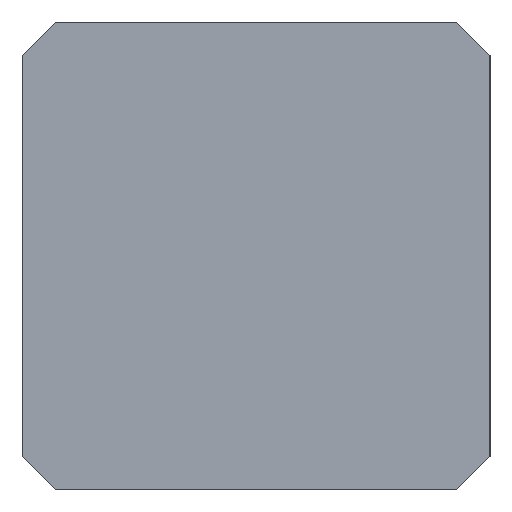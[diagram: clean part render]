
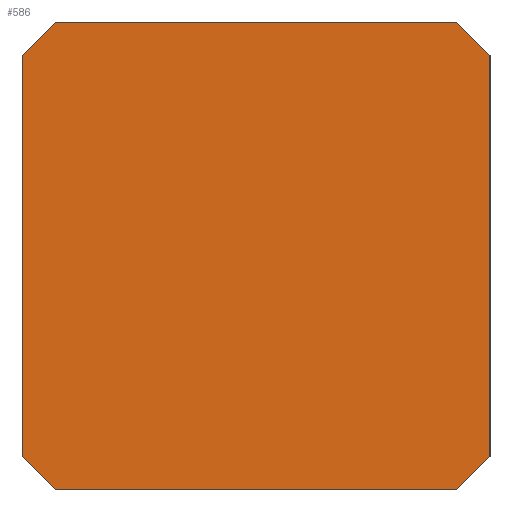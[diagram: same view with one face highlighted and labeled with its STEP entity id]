
A CAD part, left-side view. The second image highlights one B-rep face of the part: STEP entity #586.
In plain terms, the highlighted planar face has unit normal (-1, 0, 0).
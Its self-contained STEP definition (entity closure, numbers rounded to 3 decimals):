
#4 = ORIENTED_EDGE ( 'NONE', *, *, #562, .T. ) ;
#35 = CARTESIAN_POINT ( 'NONE',  ( 0., 17.5, -17.5 ) ) ;
#40 = ORIENTED_EDGE ( 'NONE', *, *, #335, .F. ) ;
#49 = VERTEX_POINT ( 'NONE', #866 ) ;
#59 = CARTESIAN_POINT ( 'NONE',  ( 0., 15., -17.5 ) ) ;
#60 = VECTOR ( 'NONE', #328, 1000. ) ;
#70 = CARTESIAN_POINT ( 'NONE',  ( 0., -15., -17.5 ) ) ;
#92 = EDGE_CURVE ( 'NONE', #191, #741, #871, .T. ) ;
#102 = CARTESIAN_POINT ( 'NONE',  ( 0., 17.5, -15. ) ) ;
#128 = LINE ( 'NONE', #453, #907 ) ;
#129 = VECTOR ( 'NONE', #680, 1000. ) ;
#149 = VERTEX_POINT ( 'NONE', #59 ) ;
#162 = VECTOR ( 'NONE', #356, 1000. ) ;
#191 = VERTEX_POINT ( 'NONE', #608 ) ;
#206 = FACE_OUTER_BOUND ( 'NONE', #751, .T. ) ;
#230 = ORIENTED_EDGE ( 'NONE', *, *, #814, .T. ) ;
#246 = CARTESIAN_POINT ( 'NONE',  ( 0., 15., 17.5 ) ) ;
#248 = LINE ( 'NONE', #70, #60 ) ;
#277 = CARTESIAN_POINT ( 'NONE',  ( 0., -17.5, -15. ) ) ;
#278 = CARTESIAN_POINT ( 'NONE',  ( 0., 17.5, 17.5 ) ) ;
#284 = EDGE_CURVE ( 'NONE', #49, #591, #248, .T. ) ;
#285 = DIRECTION ( 'NONE',  ( 0., 0., -1. ) ) ;
#308 = CARTESIAN_POINT ( 'NONE',  ( 0., 17.5, 15. ) ) ;
#328 = DIRECTION ( 'NONE',  ( 0., -0.707, 0.707 ) ) ;
#329 = AXIS2_PLACEMENT_3D ( 'NONE', #748, #901, #285 ) ;
#335 = EDGE_CURVE ( 'NONE', #723, #591, #715, .T. ) ;
#336 = ORIENTED_EDGE ( 'NONE', *, *, #425, .F. ) ;
#356 = DIRECTION ( 'NONE',  ( 0., 1., 0. ) ) ;
#358 = DIRECTION ( 'NONE',  ( 0., -0.707, -0.707 ) ) ;
#387 = DIRECTION ( 'NONE',  ( 0., 0., -1. ) ) ;
#392 = CARTESIAN_POINT ( 'NONE',  ( 0., 17.5, 17.5 ) ) ;
#399 = CARTESIAN_POINT ( 'NONE',  ( 0., -17.5, 15. ) ) ;
#412 = DIRECTION ( 'NONE',  ( 0., -1., 0. ) ) ;
#425 = EDGE_CURVE ( 'NONE', #49, #149, #739, .T. ) ;
#453 = CARTESIAN_POINT ( 'NONE',  ( 0., 17.5, -15. ) ) ;
#497 = ORIENTED_EDGE ( 'NONE', *, *, #725, .T. ) ;
#534 = VERTEX_POINT ( 'NONE', #102 ) ;
#551 = LINE ( 'NONE', #699, #1006 ) ;
#560 = DIRECTION ( 'NONE',  ( 0., 0., 1. ) ) ;
#562 = EDGE_CURVE ( 'NONE', #534, #149, #128, .T. ) ;
#570 = VECTOR ( 'NONE', #387, 1000. ) ;
#586 = ADVANCED_FACE ( 'NONE', ( #206 ), #981, .F. ) ;
#591 = VERTEX_POINT ( 'NONE', #277 ) ;
#608 = CARTESIAN_POINT ( 'NONE',  ( 0., 15., 17.5 ) ) ;
#636 = CARTESIAN_POINT ( 'NONE',  ( 0., -17.5, 17.5 ) ) ;
#680 = DIRECTION ( 'NONE',  ( 0., 0.707, -0.707 ) ) ;
#699 = CARTESIAN_POINT ( 'NONE',  ( 0., -17.5, 15. ) ) ;
#715 = LINE ( 'NONE', #636, #570 ) ;
#723 = VERTEX_POINT ( 'NONE', #399 ) ;
#725 = EDGE_CURVE ( 'NONE', #723, #741, #551, .T. ) ;
#739 = LINE ( 'NONE', #35, #162 ) ;
#741 = VERTEX_POINT ( 'NONE', #848 ) ;
#748 = CARTESIAN_POINT ( 'NONE',  ( 0., 0., 0. ) ) ;
#751 = EDGE_LOOP ( 'NONE', ( #40, #497, #878, #230, #909, #4, #336, #912 ) ) ;
#762 = VECTOR ( 'NONE', #560, 1000. ) ;
#772 = VERTEX_POINT ( 'NONE', #308 ) ;
#814 = EDGE_CURVE ( 'NONE', #191, #772, #868, .T. ) ;
#848 = CARTESIAN_POINT ( 'NONE',  ( 0., -15., 17.5 ) ) ;
#866 = CARTESIAN_POINT ( 'NONE',  ( 0., -15., -17.5 ) ) ;
#868 = LINE ( 'NONE', #246, #129 ) ;
#871 = LINE ( 'NONE', #278, #974 ) ;
#878 = ORIENTED_EDGE ( 'NONE', *, *, #92, .F. ) ;
#888 = EDGE_CURVE ( 'NONE', #534, #772, #922, .T. ) ;
#901 = DIRECTION ( 'NONE',  ( 1., 0., 0. ) ) ;
#907 = VECTOR ( 'NONE', #358, 1000. ) ;
#909 = ORIENTED_EDGE ( 'NONE', *, *, #888, .F. ) ;
#912 = ORIENTED_EDGE ( 'NONE', *, *, #284, .T. ) ;
#922 = LINE ( 'NONE', #392, #762 ) ;
#974 = VECTOR ( 'NONE', #412, 1000. ) ;
#981 = PLANE ( 'NONE',  #329 ) ;
#1006 = VECTOR ( 'NONE', #1015, 1000. ) ;
#1015 = DIRECTION ( 'NONE',  ( 0., 0.707, 0.707 ) ) ;
